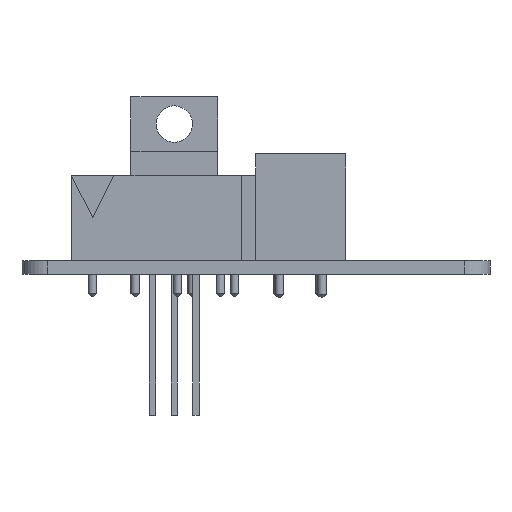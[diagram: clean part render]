
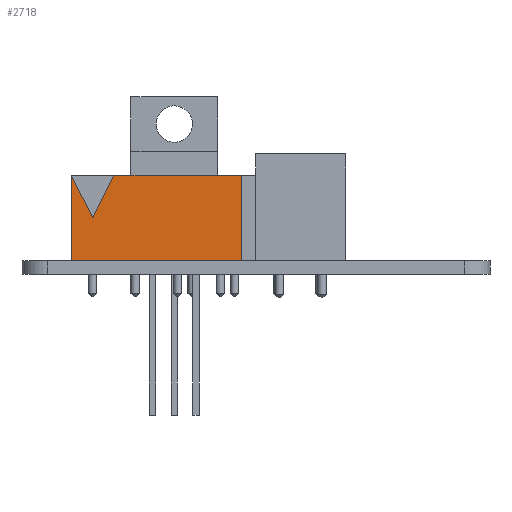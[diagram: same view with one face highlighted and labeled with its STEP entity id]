
A CAD part, front view. The second image highlights one B-rep face of the part: STEP entity #2718.
In plain terms, the highlighted free-form (B-spline) face has degree [1, 1] with [2, 2] control points.
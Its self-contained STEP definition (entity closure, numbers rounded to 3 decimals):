
#2589 = EDGE_CURVE('',#2590,#2592,#2594,.T.);
#2590 = VERTEX_POINT('',#2591);
#2591 = CARTESIAN_POINT('',(-2.5,-4.,0.));
#2592 = VERTEX_POINT('',#2593);
#2593 = CARTESIAN_POINT('',(-2.5,-4.,10.));
#2594 = SURFACE_CURVE('',#2595,(#2598,#2609),.PCURVE_S1.);
#2595 = B_SPLINE_CURVE_WITH_KNOTS('',1,(#2596,#2597),.UNSPECIFIED.,.F.,
  .F.,(2,2),(0.,10.),.PIECEWISE_BEZIER_KNOTS.);
#2596 = CARTESIAN_POINT('',(-2.5,-4.,0.));
#2597 = CARTESIAN_POINT('',(-2.5,-4.,10.));
#2598 = PCURVE('',#2599,#2604);
#2599 = B_SPLINE_SURFACE_WITH_KNOTS('',1,1,(
    (#2600,#2601)
    ,(#2602,#2603
    )),.UNSPECIFIED.,.F.,.F.,.F.,(2,2),(2,2),(0.,10.),(-8.,0.),
  .PIECEWISE_BEZIER_KNOTS.);
#2600 = CARTESIAN_POINT('',(-2.5,4.,0.));
#2601 = CARTESIAN_POINT('',(-2.5,-4.,0.));
#2602 = CARTESIAN_POINT('',(-2.5,4.,10.));
#2603 = CARTESIAN_POINT('',(-2.5,-4.,10.));
#2604 = DEFINITIONAL_REPRESENTATION('',(#2605),#2608);
#2605 = B_SPLINE_CURVE_WITH_KNOTS('',1,(#2606,#2607),.UNSPECIFIED.,.F.,
  .F.,(2,2),(0.,10.),.PIECEWISE_BEZIER_KNOTS.);
#2606 = CARTESIAN_POINT('',(0.,0.));
#2607 = CARTESIAN_POINT('',(10.,0.));
#2608 = ( GEOMETRIC_REPRESENTATION_CONTEXT(2) 
PARAMETRIC_REPRESENTATION_CONTEXT() REPRESENTATION_CONTEXT('2D SPACE',''
  ) );
#2609 = PCURVE('',#2610,#2615);
#2610 = B_SPLINE_SURFACE_WITH_KNOTS('',1,1,(
    (#2611,#2612)
    ,(#2613,#2614
    )),.UNSPECIFIED.,.F.,.F.,.F.,(2,2),(2,2),(0.,10.),(0.,20.),
  .PIECEWISE_BEZIER_KNOTS.);
#2611 = CARTESIAN_POINT('',(-2.5,-4.,0.));
#2612 = CARTESIAN_POINT('',(17.5,-4.,0.));
#2613 = CARTESIAN_POINT('',(-2.5,-4.,10.));
#2614 = CARTESIAN_POINT('',(17.5,-4.,10.));
#2615 = DEFINITIONAL_REPRESENTATION('',(#2616),#2619);
#2616 = B_SPLINE_CURVE_WITH_KNOTS('',1,(#2617,#2618),.UNSPECIFIED.,.F.,
  .F.,(2,2),(0.,10.),.PIECEWISE_BEZIER_KNOTS.);
#2617 = CARTESIAN_POINT('',(0.,0.));
#2618 = CARTESIAN_POINT('',(10.,0.));
#2619 = ( GEOMETRIC_REPRESENTATION_CONTEXT(2) 
PARAMETRIC_REPRESENTATION_CONTEXT() REPRESENTATION_CONTEXT('2D SPACE',''
  ) );
#2635 = B_SPLINE_SURFACE_WITH_KNOTS('',1,1,(
    (#2636,#2637)
    ,(#2638,#2639
    )),.UNSPECIFIED.,.F.,.F.,.F.,(2,2),(2,2),(0.,20.),(0.,8.),
  .PIECEWISE_BEZIER_KNOTS.);
#2636 = CARTESIAN_POINT('',(-2.5,-4.,0.));
#2637 = CARTESIAN_POINT('',(-2.5,4.,0.));
#2638 = CARTESIAN_POINT('',(17.5,-4.,0.));
#2639 = CARTESIAN_POINT('',(17.5,4.,0.));
#2685 = B_SPLINE_SURFACE_WITH_KNOTS('',1,1,(
    (#2686,#2687)
    ,(#2688,#2689
    )),.UNSPECIFIED.,.F.,.F.,.F.,(2,2),(2,2),(0.,20.),(0.,8.),
  .PIECEWISE_BEZIER_KNOTS.);
#2686 = CARTESIAN_POINT('',(-2.5,-4.,10.));
#2687 = CARTESIAN_POINT('',(-2.5,4.,10.));
#2688 = CARTESIAN_POINT('',(17.5,-4.,10.));
#2689 = CARTESIAN_POINT('',(17.5,4.,10.));
#2708 = B_SPLINE_SURFACE_WITH_KNOTS('',1,1,(
    (#2709,#2710)
    ,(#2711,#2712
    )),.UNSPECIFIED.,.F.,.F.,.F.,(2,2),(2,2),(0.,
    5.59),(-0.171,0.),
  .PIECEWISE_BEZIER_KNOTS.);
#2709 = CARTESIAN_POINT('',(-2.5,-3.829,10.));
#2710 = CARTESIAN_POINT('',(-2.5,-4.,10.));
#2711 = CARTESIAN_POINT('',(0.,-3.829,5.));
#2712 = CARTESIAN_POINT('',(0.,-4.,5.));
#2718 = ADVANCED_FACE('',(#2719),#2610,.F.);
#2719 = FACE_BOUND('',#2720,.F.);
#2720 = EDGE_LOOP('',(#2721,#2748,#2766,#2767,#2787,#2812));
#2721 = ORIENTED_EDGE('',*,*,#2722,.F.);
#2722 = EDGE_CURVE('',#2723,#2725,#2727,.T.);
#2723 = VERTEX_POINT('',#2724);
#2724 = CARTESIAN_POINT('',(17.5,-4.,0.));
#2725 = VERTEX_POINT('',#2726);
#2726 = CARTESIAN_POINT('',(17.5,-4.,10.));
#2727 = SURFACE_CURVE('',#2728,(#2731,#2737),.PCURVE_S1.);
#2728 = B_SPLINE_CURVE_WITH_KNOTS('',1,(#2729,#2730),.UNSPECIFIED.,.F.,
  .F.,(2,2),(0.,10.),.PIECEWISE_BEZIER_KNOTS.);
#2729 = CARTESIAN_POINT('',(17.5,-4.,0.));
#2730 = CARTESIAN_POINT('',(17.5,-4.,10.));
#2731 = PCURVE('',#2610,#2732);
#2732 = DEFINITIONAL_REPRESENTATION('',(#2733),#2736);
#2733 = B_SPLINE_CURVE_WITH_KNOTS('',1,(#2734,#2735),.UNSPECIFIED.,.F.,
  .F.,(2,2),(0.,10.),.PIECEWISE_BEZIER_KNOTS.);
#2734 = CARTESIAN_POINT('',(0.,20.));
#2735 = CARTESIAN_POINT('',(10.,20.));
#2736 = ( GEOMETRIC_REPRESENTATION_CONTEXT(2) 
PARAMETRIC_REPRESENTATION_CONTEXT() REPRESENTATION_CONTEXT('2D SPACE',''
  ) );
#2737 = PCURVE('',#2738,#2743);
#2738 = B_SPLINE_SURFACE_WITH_KNOTS('',1,1,(
    (#2739,#2740)
    ,(#2741,#2742
    )),.UNSPECIFIED.,.F.,.F.,.F.,(2,2),(2,2),(0.,10.),(-8.,0.),
  .PIECEWISE_BEZIER_KNOTS.);
#2739 = CARTESIAN_POINT('',(17.5,4.,0.));
#2740 = CARTESIAN_POINT('',(17.5,-4.,0.));
#2741 = CARTESIAN_POINT('',(17.5,4.,10.));
#2742 = CARTESIAN_POINT('',(17.5,-4.,10.));
#2743 = DEFINITIONAL_REPRESENTATION('',(#2744),#2747);
#2744 = B_SPLINE_CURVE_WITH_KNOTS('',1,(#2745,#2746),.UNSPECIFIED.,.F.,
  .F.,(2,2),(0.,10.),.PIECEWISE_BEZIER_KNOTS.);
#2745 = CARTESIAN_POINT('',(0.,0.));
#2746 = CARTESIAN_POINT('',(10.,0.));
#2747 = ( GEOMETRIC_REPRESENTATION_CONTEXT(2) 
PARAMETRIC_REPRESENTATION_CONTEXT() REPRESENTATION_CONTEXT('2D SPACE',''
  ) );
#2748 = ORIENTED_EDGE('',*,*,#2749,.F.);
#2749 = EDGE_CURVE('',#2590,#2723,#2750,.T.);
#2750 = SURFACE_CURVE('',#2751,(#2754,#2760),.PCURVE_S1.);
#2751 = B_SPLINE_CURVE_WITH_KNOTS('',1,(#2752,#2753),.UNSPECIFIED.,.F.,
  .F.,(2,2),(0.,20.),.PIECEWISE_BEZIER_KNOTS.);
#2752 = CARTESIAN_POINT('',(-2.5,-4.,0.));
#2753 = CARTESIAN_POINT('',(17.5,-4.,0.));
#2754 = PCURVE('',#2610,#2755);
#2755 = DEFINITIONAL_REPRESENTATION('',(#2756),#2759);
#2756 = B_SPLINE_CURVE_WITH_KNOTS('',1,(#2757,#2758),.UNSPECIFIED.,.F.,
  .F.,(2,2),(0.,20.),.PIECEWISE_BEZIER_KNOTS.);
#2757 = CARTESIAN_POINT('',(0.,0.));
#2758 = CARTESIAN_POINT('',(0.,20.));
#2759 = ( GEOMETRIC_REPRESENTATION_CONTEXT(2) 
PARAMETRIC_REPRESENTATION_CONTEXT() REPRESENTATION_CONTEXT('2D SPACE',''
  ) );
#2760 = PCURVE('',#2635,#2761);
#2761 = DEFINITIONAL_REPRESENTATION('',(#2762),#2765);
#2762 = B_SPLINE_CURVE_WITH_KNOTS('',1,(#2763,#2764),.UNSPECIFIED.,.F.,
  .F.,(2,2),(0.,20.),.PIECEWISE_BEZIER_KNOTS.);
#2763 = CARTESIAN_POINT('',(0.,0.));
#2764 = CARTESIAN_POINT('',(20.,0.));
#2765 = ( GEOMETRIC_REPRESENTATION_CONTEXT(2) 
PARAMETRIC_REPRESENTATION_CONTEXT() REPRESENTATION_CONTEXT('2D SPACE',''
  ) );
#2766 = ORIENTED_EDGE('',*,*,#2589,.T.);
#2767 = ORIENTED_EDGE('',*,*,#2768,.T.);
#2768 = EDGE_CURVE('',#2592,#2769,#2771,.T.);
#2769 = VERTEX_POINT('',#2770);
#2770 = CARTESIAN_POINT('',(0.,-4.,5.));
#2771 = SURFACE_CURVE('',#2772,(#2775,#2781),.PCURVE_S1.);
#2772 = B_SPLINE_CURVE_WITH_KNOTS('',1,(#2773,#2774),.UNSPECIFIED.,.F.,
  .F.,(2,2),(0.,5.59),.PIECEWISE_BEZIER_KNOTS.);
#2773 = CARTESIAN_POINT('',(-2.5,-4.,10.));
#2774 = CARTESIAN_POINT('',(0.,-4.,5.));
#2775 = PCURVE('',#2610,#2776);
#2776 = DEFINITIONAL_REPRESENTATION('',(#2777),#2780);
#2777 = B_SPLINE_CURVE_WITH_KNOTS('',1,(#2778,#2779),.UNSPECIFIED.,.F.,
  .F.,(2,2),(0.,5.59),.PIECEWISE_BEZIER_KNOTS.);
#2778 = CARTESIAN_POINT('',(10.,0.));
#2779 = CARTESIAN_POINT('',(5.,2.5));
#2780 = ( GEOMETRIC_REPRESENTATION_CONTEXT(2) 
PARAMETRIC_REPRESENTATION_CONTEXT() REPRESENTATION_CONTEXT('2D SPACE',''
  ) );
#2781 = PCURVE('',#2708,#2782);
#2782 = DEFINITIONAL_REPRESENTATION('',(#2783),#2786);
#2783 = B_SPLINE_CURVE_WITH_KNOTS('',1,(#2784,#2785),.UNSPECIFIED.,.F.,
  .F.,(2,2),(0.,5.59),.PIECEWISE_BEZIER_KNOTS.);
#2784 = CARTESIAN_POINT('',(0.,0.));
#2785 = CARTESIAN_POINT('',(5.59,0.));
#2786 = ( GEOMETRIC_REPRESENTATION_CONTEXT(2) 
PARAMETRIC_REPRESENTATION_CONTEXT() REPRESENTATION_CONTEXT('2D SPACE',''
  ) );
#2787 = ORIENTED_EDGE('',*,*,#2788,.F.);
#2788 = EDGE_CURVE('',#2789,#2769,#2791,.T.);
#2789 = VERTEX_POINT('',#2790);
#2790 = CARTESIAN_POINT('',(2.5,-4.,10.));
#2791 = SURFACE_CURVE('',#2792,(#2795,#2801),.PCURVE_S1.);
#2792 = B_SPLINE_CURVE_WITH_KNOTS('',1,(#2793,#2794),.UNSPECIFIED.,.F.,
  .F.,(2,2),(0.,5.59),.PIECEWISE_BEZIER_KNOTS.);
#2793 = CARTESIAN_POINT('',(2.5,-4.,10.));
#2794 = CARTESIAN_POINT('',(0.,-4.,5.));
#2795 = PCURVE('',#2610,#2796);
#2796 = DEFINITIONAL_REPRESENTATION('',(#2797),#2800);
#2797 = B_SPLINE_CURVE_WITH_KNOTS('',1,(#2798,#2799),.UNSPECIFIED.,.F.,
  .F.,(2,2),(0.,5.59),.PIECEWISE_BEZIER_KNOTS.);
#2798 = CARTESIAN_POINT('',(10.,5.));
#2799 = CARTESIAN_POINT('',(5.,2.5));
#2800 = ( GEOMETRIC_REPRESENTATION_CONTEXT(2) 
PARAMETRIC_REPRESENTATION_CONTEXT() REPRESENTATION_CONTEXT('2D SPACE',''
  ) );
#2801 = PCURVE('',#2802,#2807);
#2802 = B_SPLINE_SURFACE_WITH_KNOTS('',1,1,(
    (#2803,#2804)
    ,(#2805,#2806
    )),.UNSPECIFIED.,.F.,.F.,.F.,(2,2),(2,2),(0.,
    5.59),(-0.171,0.),
  .PIECEWISE_BEZIER_KNOTS.);
#2803 = CARTESIAN_POINT('',(2.5,-3.829,10.));
#2804 = CARTESIAN_POINT('',(2.5,-4.,10.));
#2805 = CARTESIAN_POINT('',(0.,-3.829,5.));
#2806 = CARTESIAN_POINT('',(0.,-4.,5.));
#2807 = DEFINITIONAL_REPRESENTATION('',(#2808),#2811);
#2808 = B_SPLINE_CURVE_WITH_KNOTS('',1,(#2809,#2810),.UNSPECIFIED.,.F.,
  .F.,(2,2),(0.,5.59),.PIECEWISE_BEZIER_KNOTS.);
#2809 = CARTESIAN_POINT('',(0.,0.));
#2810 = CARTESIAN_POINT('',(5.59,0.));
#2811 = ( GEOMETRIC_REPRESENTATION_CONTEXT(2) 
PARAMETRIC_REPRESENTATION_CONTEXT() REPRESENTATION_CONTEXT('2D SPACE',''
  ) );
#2812 = ORIENTED_EDGE('',*,*,#2813,.T.);
#2813 = EDGE_CURVE('',#2789,#2725,#2814,.T.);
#2814 = SURFACE_CURVE('',#2815,(#2818,#2824),.PCURVE_S1.);
#2815 = B_SPLINE_CURVE_WITH_KNOTS('',1,(#2816,#2817),.UNSPECIFIED.,.F.,
  .F.,(2,2),(5.,20.),.PIECEWISE_BEZIER_KNOTS.);
#2816 = CARTESIAN_POINT('',(2.5,-4.,10.));
#2817 = CARTESIAN_POINT('',(17.5,-4.,10.));
#2818 = PCURVE('',#2610,#2819);
#2819 = DEFINITIONAL_REPRESENTATION('',(#2820),#2823);
#2820 = B_SPLINE_CURVE_WITH_KNOTS('',1,(#2821,#2822),.UNSPECIFIED.,.F.,
  .F.,(2,2),(5.,20.),.PIECEWISE_BEZIER_KNOTS.);
#2821 = CARTESIAN_POINT('',(10.,5.));
#2822 = CARTESIAN_POINT('',(10.,20.));
#2823 = ( GEOMETRIC_REPRESENTATION_CONTEXT(2) 
PARAMETRIC_REPRESENTATION_CONTEXT() REPRESENTATION_CONTEXT('2D SPACE',''
  ) );
#2824 = PCURVE('',#2685,#2825);
#2825 = DEFINITIONAL_REPRESENTATION('',(#2826),#2829);
#2826 = B_SPLINE_CURVE_WITH_KNOTS('',1,(#2827,#2828),.UNSPECIFIED.,.F.,
  .F.,(2,2),(5.,20.),.PIECEWISE_BEZIER_KNOTS.);
#2827 = CARTESIAN_POINT('',(5.,0.));
#2828 = CARTESIAN_POINT('',(20.,0.));
#2829 = ( GEOMETRIC_REPRESENTATION_CONTEXT(2) 
PARAMETRIC_REPRESENTATION_CONTEXT() REPRESENTATION_CONTEXT('2D SPACE',''
  ) );
